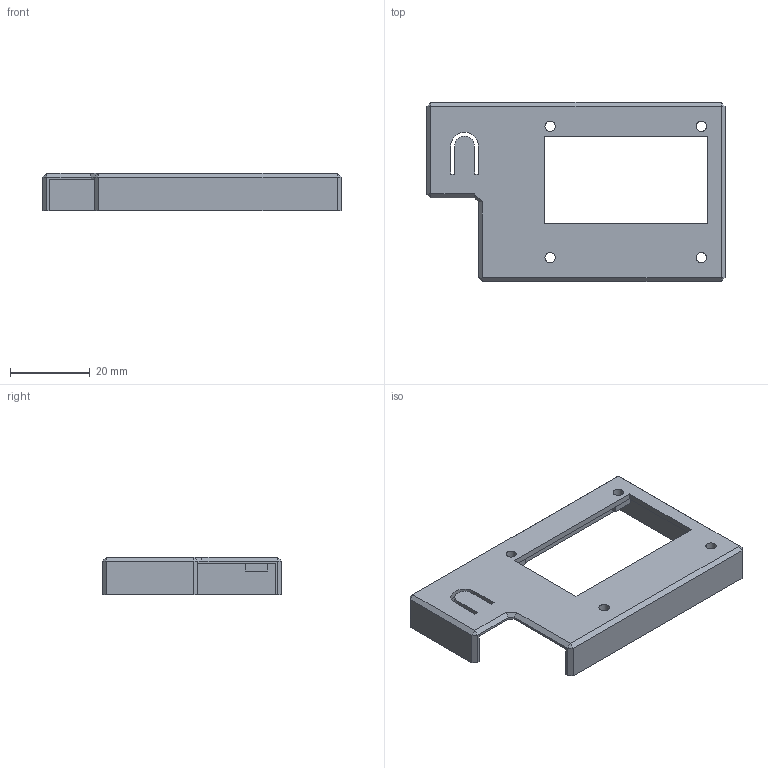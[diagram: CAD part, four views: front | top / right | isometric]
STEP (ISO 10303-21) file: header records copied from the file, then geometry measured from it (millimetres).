
FILE_DESCRIPTION(('FreeCAD Model'),'2;1');
FILE_NAME('tinyboy2-lid-case-oled-x1.step', '2021-06-27T10:55:47',('Author'),(''), 'Open CASCADE STEP processor 7.3','FreeCAD','Unknown');
FILE_SCHEMA(('AUTOMOTIVE_DESIGN { 1 0 10303 214 1 1 1 1 }'));
Length unit declared in the file: millimetre
Products named in the file (1): case.lid_(Mirror_#1)
Bounding box: 75 x 45 x 9.5 mm (x, y, z)
Volume: 5868.6 mm3; surface area: 8296.3 mm2
Topology: 1 solids, 1 shells, 67 faces, 166 edges, 105 vertices
Faces by surface type: plane 61, cylinder 6
Full cylindrical faces by diameter (mm): 2.6 x4
Entity records: 4175 total; most frequent: CARTESIAN_POINT 743, DIRECTION 634, LINE 474, VECTOR 474, ORIENTED_EDGE 332, PCURVE 332, DEFINITIONAL_REPRESENTATION 332, EDGE_CURVE 166
